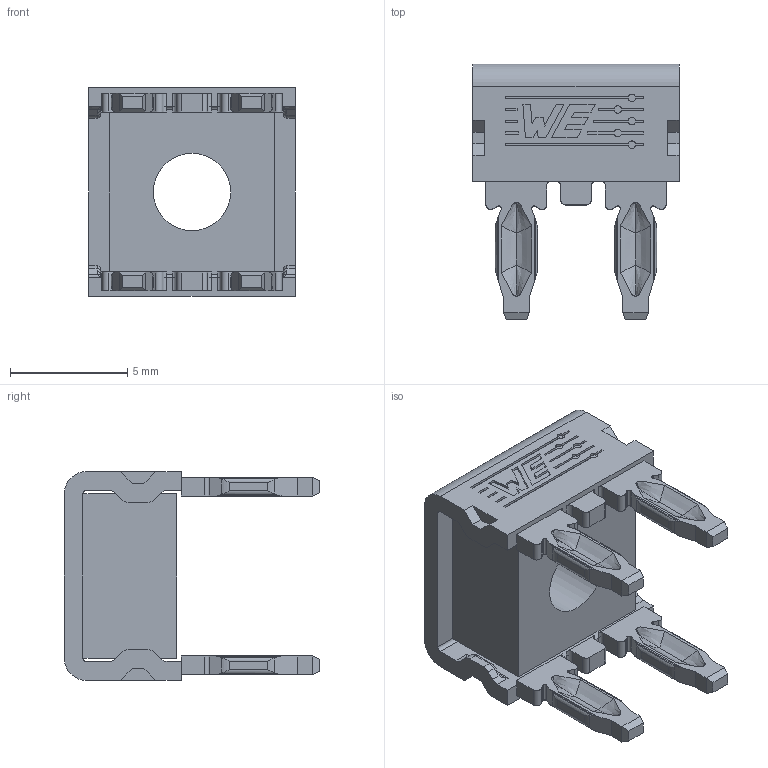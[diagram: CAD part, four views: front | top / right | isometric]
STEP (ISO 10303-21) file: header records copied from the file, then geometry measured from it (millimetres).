
FILE_DESCRIPTION (( 'STEP AP203' ), '1' );
FILE_NAME ('95243-B.STEP', '2013-12-17T23:00:03', ( 'Hajo' ), ( 'Microsoft' ), 'SwSTEP 2.0', 'SolidWorks 2011', '' );
FILE_SCHEMA (( 'CONFIG_CONTROL_DESIGN' ));
Length unit declared in the file: millimetre
Products named in the file (3): 95243-B; K00007-B; K95242-C
Assembly tree (2 placements, depth 2):
  95243-B
    K95242-C
    K00007-B
Bounding box: 8.8 x 10.9 x 8.9 mm (x, y, z)
Volume: 297.2 mm3; surface area: 705.6 mm2
Topology: 2 solids, 2 shells, 439 faces, 1271 edges, 846 vertices
Faces by surface type: plane 233, cylinder 134, bspline 64, torus 8
Entity records: 18370 total; most frequent: CARTESIAN_POINT 6889, ORIENTED_EDGE 2526, DIRECTION 2099, EDGE_CURVE 1263, LINE 867, VECTOR 867, VERTEX_POINT 846, AXIS2_PLACEMENT_3D 616
